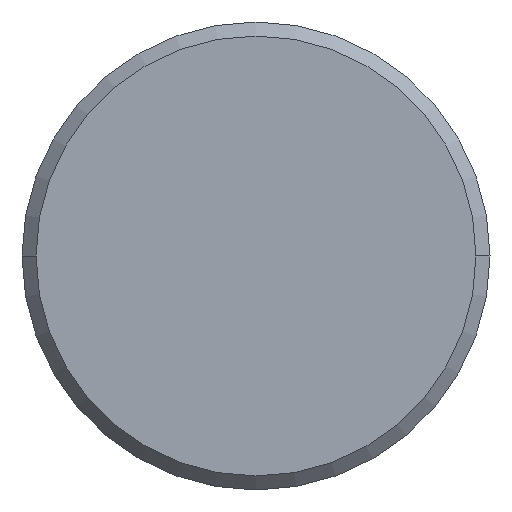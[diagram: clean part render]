
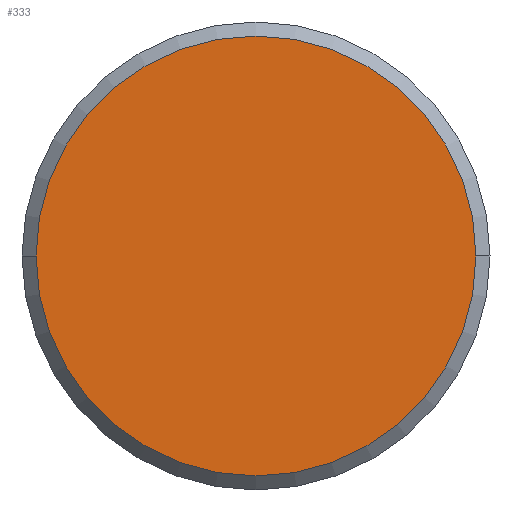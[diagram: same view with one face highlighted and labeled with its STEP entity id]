
A CAD part, left-side view. The second image highlights one B-rep face of the part: STEP entity #333.
In plain terms, the highlighted planar face has unit normal (-1, 0, 0).
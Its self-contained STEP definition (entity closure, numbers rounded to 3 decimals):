
#9 = ORIENTED_EDGE ( 'NONE', *, *, #316, .F. ) ;
#57 = FACE_OUTER_BOUND ( 'NONE', #185, .T. ) ;
#68 = CARTESIAN_POINT ( 'NONE',  ( -47., 0., 0. ) ) ;
#101 = DIRECTION ( 'NONE',  ( 0., 1., 0. ) ) ;
#102 = AXIS2_PLACEMENT_3D ( 'NONE', #68, #295, #101 ) ;
#112 = EDGE_CURVE ( 'NONE', #214, #155, #131, .T. ) ;
#131 = CIRCLE ( 'NONE', #164, 4.7 ) ;
#134 = DIRECTION ( 'NONE',  ( 0., -1., 0. ) ) ;
#155 = VERTEX_POINT ( 'NONE', #372 ) ;
#164 = AXIS2_PLACEMENT_3D ( 'NONE', #361, #178, #279 ) ;
#178 = DIRECTION ( 'NONE',  ( 1., 0., 0. ) ) ;
#185 = EDGE_LOOP ( 'NONE', ( #241, #9 ) ) ;
#196 = PLANE ( 'NONE',  #215 ) ;
#214 = VERTEX_POINT ( 'NONE', #383 ) ;
#215 = AXIS2_PLACEMENT_3D ( 'NONE', #353, #330, #134 ) ;
#241 = ORIENTED_EDGE ( 'NONE', *, *, #112, .F. ) ;
#279 = DIRECTION ( 'NONE',  ( 0., 1., 0. ) ) ;
#295 = DIRECTION ( 'NONE',  ( 1., 0., 0. ) ) ;
#316 = EDGE_CURVE ( 'NONE', #155, #214, #389, .T. ) ;
#330 = DIRECTION ( 'NONE',  ( -1., 0., 0. ) ) ;
#333 = ADVANCED_FACE ( 'NONE', ( #57 ), #196, .T. ) ;
#353 = CARTESIAN_POINT ( 'NONE',  ( -47., 0., 0. ) ) ;
#361 = CARTESIAN_POINT ( 'NONE',  ( -47., 0., 0. ) ) ;
#372 = CARTESIAN_POINT ( 'NONE',  ( -47., -4.7, 0. ) ) ;
#383 = CARTESIAN_POINT ( 'NONE',  ( -47., 4.7, 0. ) ) ;
#389 = CIRCLE ( 'NONE', #102, 4.7 ) ;
